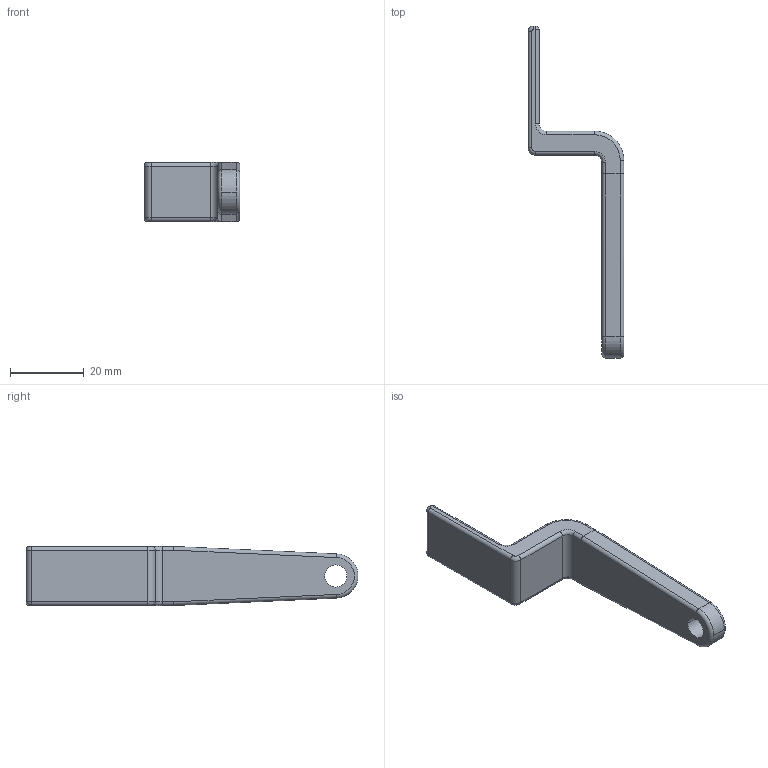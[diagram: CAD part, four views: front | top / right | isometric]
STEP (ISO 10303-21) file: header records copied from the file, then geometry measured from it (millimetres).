
FILE_DESCRIPTION (( 'STEP AP203' ), '1' );
FILE_NAME ('A-310-4H.STEP', '2012-09-20T08:59:45', ( '11sw' ), ( 'タキゲン製造株式会社' ), 'SwSTEP 2.0', 'SolidWorks 2011', '' );
FILE_SCHEMA (( 'CONFIG_CONTROL_DESIGN' ));
Length unit declared in the file: millimetre
Products named in the file (1): A-310-4H
Bounding box: 26 x 90 x 16 mm (x, y, z)
Volume: 8106.9 mm3; surface area: 4294 mm2
Topology: 1 solids, 1 shells, 53 faces, 121 edges, 68 vertices
Faces by surface type: cylinder 28, torus 12, plane 11, sphere 2
Entity records: 1542 total; most frequent: DIRECTION 283, CARTESIAN_POINT 253, ORIENTED_EDGE 238, EDGE_CURVE 119, AXIS2_PLACEMENT_3D 114, VERTEX_POINT 68, CIRCLE 60, LINE 55
